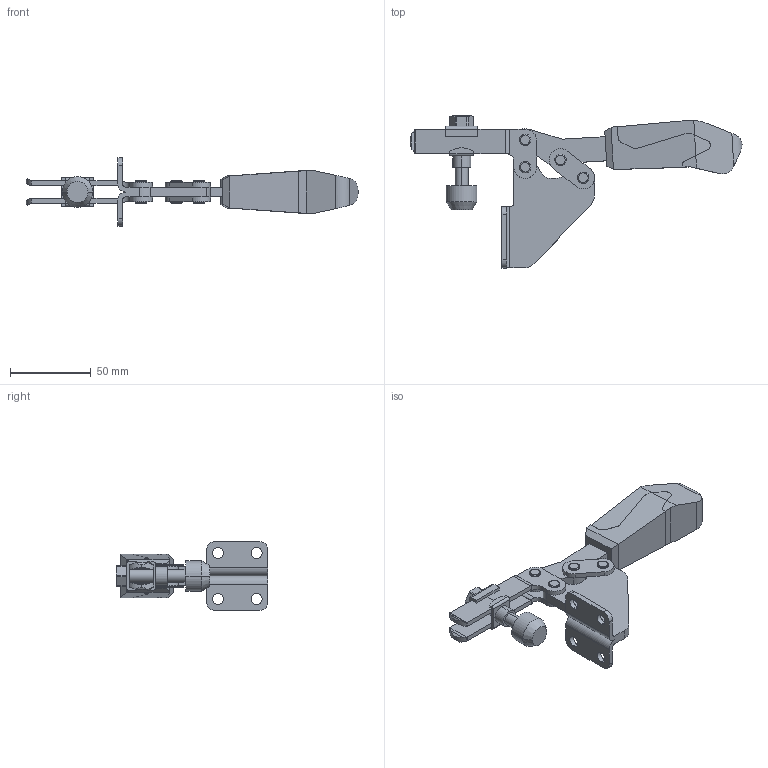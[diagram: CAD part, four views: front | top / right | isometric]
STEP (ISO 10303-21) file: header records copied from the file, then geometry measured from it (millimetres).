
FILE_DESCRIPTION (( 'STEP AP214' ), '1' );
FILE_NAME ('EH 23330.1024.STEP', '2019-10-25T05:34:00', ( '' ), ( '' ), 'SwSTEP 2.0', 'SolidWorks 2019', '' );
FILE_SCHEMA (( 'AUTOMOTIVE_DESIGN' ));
Length unit declared in the file: millimetre
Products named in the file (8): _93039-6_0.stp; _146241.stp; _30MS-M8-3.stp; EH 23330.1024; _93039-2.stp; _93039-3_0.stp; _557233.stp; _93336-1.stp
Assembly tree (7 placements, depth 2):
  EH 23330.1024
    _93336-1.stp
    _93039-6_0.stp
    _93039-2.stp
    _93039-3_0.stp
    _557233.stp
    _30MS-M8-3.stp
    _146241.stp
Bounding box: 205.99 x 94.3 x 42.5 mm (x, y, z)
Volume: 93774.6 mm3; surface area: 36167.1 mm2
Topology: 7 solids, 8 shells, 315 faces, 807 edges, 528 vertices
Faces by surface type: cylinder 146, plane 137, torus 16, cone 16
Entity records: 10518 total; most frequent: CARTESIAN_POINT 2123, DIRECTION 1661, ORIENTED_EDGE 1614, EDGE_CURVE 807, AXIS2_PLACEMENT_3D 615, VERTEX_POINT 528, LINE 431, VECTOR 431
